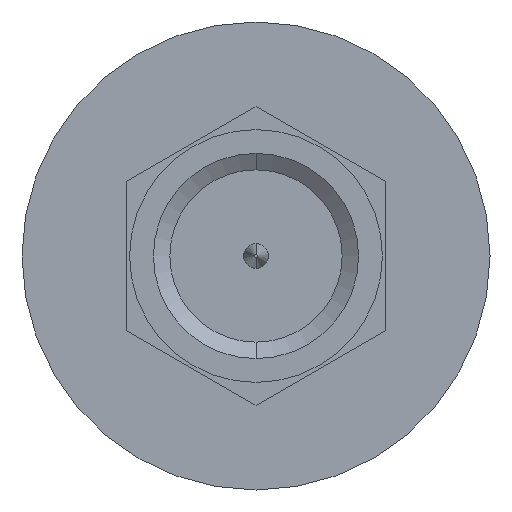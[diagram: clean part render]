
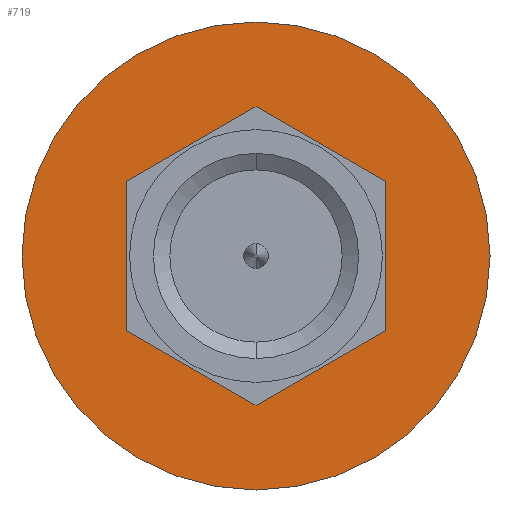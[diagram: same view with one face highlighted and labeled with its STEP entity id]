
A CAD part, front view. The second image highlights one B-rep face of the part: STEP entity #719.
In plain terms, the highlighted planar face has unit normal (0, -1, 0).
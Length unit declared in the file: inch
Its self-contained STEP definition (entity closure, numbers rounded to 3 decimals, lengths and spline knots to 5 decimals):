
#537 = VERTEX_POINT ( 'NONE', #2372 ) ;
#540 = EDGE_CURVE ( 'NONE', #541, #537, #2370, .T. ) ;
#541 = VERTEX_POINT ( 'NONE', #2371 ) ;
#547 = EDGE_CURVE ( 'NONE', #548, #549, #2385, .T. ) ;
#548 = VERTEX_POINT ( 'NONE', #2461 ) ;
#549 = VERTEX_POINT ( 'NONE', #2460 ) ;
#719 = ADVANCED_FACE ( 'NONE', ( #3881, #3906 ), #3934, .T. ) ;
#731 = EDGE_LOOP ( 'NONE', ( #732, #768 ) ) ;
#732 = ORIENTED_EDGE ( 'NONE', *, *, #733, .T. ) ;
#733 = EDGE_CURVE ( 'NONE', #549, #548, #3920, .T. ) ;
#768 = ORIENTED_EDGE ( 'NONE', *, *, #547, .T. ) ;
#835 = EDGE_LOOP ( 'NONE', ( #836, #837 ) ) ;
#836 = ORIENTED_EDGE ( 'NONE', *, *, #540, .T. ) ;
#837 = ORIENTED_EDGE ( 'NONE', *, *, #838, .T. ) ;
#838 = EDGE_CURVE ( 'NONE', #537, #541, #2921, .T. ) ;
#2366 = DIRECTION ( 'NONE',  ( 0., 0., 1. ) ) ;
#2367 = DIRECTION ( 'NONE',  ( 0., 1., 0. ) ) ;
#2368 = CARTESIAN_POINT ( 'NONE',  ( 0., -0.218, 0. ) ) ;
#2369 = AXIS2_PLACEMENT_3D ( 'NONE', #2368, #2367, #2366 ) ;
#2370 = CIRCLE ( 'NONE', #2369, 0.125 ) ;
#2371 = CARTESIAN_POINT ( 'NONE',  ( 0., -0.218, 0.125 ) ) ;
#2372 = CARTESIAN_POINT ( 'NONE',  ( 0., -0.218, -0.125 ) ) ;
#2382 = DIRECTION ( 'NONE',  ( 0., 0., -1. ) ) ;
#2383 = DIRECTION ( 'NONE',  ( 0., -1., 0. ) ) ;
#2384 = AXIS2_PLACEMENT_3D ( 'NONE', #2390, #2383, #2382 ) ;
#2385 = CIRCLE ( 'NONE', #2384, 0.285 ) ;
#2390 = CARTESIAN_POINT ( 'NONE',  ( 0., -0.218, 0. ) ) ;
#2460 = CARTESIAN_POINT ( 'NONE',  ( 0., -0.218, 0.285 ) ) ;
#2461 = CARTESIAN_POINT ( 'NONE',  ( 0., -0.218, -0.285 ) ) ;
#2918 = DIRECTION ( 'NONE',  ( 0., 0., 1. ) ) ;
#2919 = DIRECTION ( 'NONE',  ( 0., 1., 0. ) ) ;
#2920 = AXIS2_PLACEMENT_3D ( 'NONE', #2926, #2919, #2918 ) ;
#2921 = CIRCLE ( 'NONE', #2920, 0.125 ) ;
#2926 = CARTESIAN_POINT ( 'NONE',  ( 0., -0.218, 0. ) ) ;
#3881 = FACE_BOUND ( 'NONE', #835, .T. ) ;
#3891 = DIRECTION ( 'NONE',  ( 0., 0., -1. ) ) ;
#3906 = FACE_OUTER_BOUND ( 'NONE', #731, .T. ) ;
#3917 = DIRECTION ( 'NONE',  ( 0., 0., -1. ) ) ;
#3918 = DIRECTION ( 'NONE',  ( 0., -1., 0. ) ) ;
#3919 = AXIS2_PLACEMENT_3D ( 'NONE', #3927, #3918, #3917 ) ;
#3920 = CIRCLE ( 'NONE', #3919, 0.285 ) ;
#3927 = CARTESIAN_POINT ( 'NONE',  ( 0., -0.218, 0. ) ) ;
#3934 = PLANE ( 'NONE',  #3941 ) ;
#3939 = DIRECTION ( 'NONE',  ( 0., -1., 0. ) ) ;
#3940 = CARTESIAN_POINT ( 'NONE',  ( 0., -0.218, 0. ) ) ;
#3941 = AXIS2_PLACEMENT_3D ( 'NONE', #3940, #3939, #3891 ) ;
